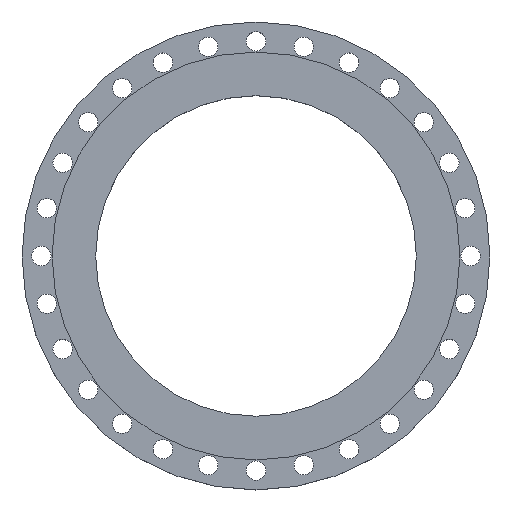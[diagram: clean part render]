
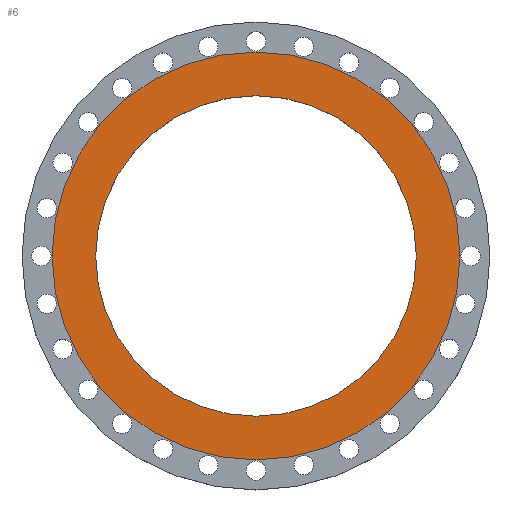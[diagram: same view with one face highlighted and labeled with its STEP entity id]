
A CAD part, top view. The second image highlights one B-rep face of the part: STEP entity #6.
In plain terms, the highlighted planar face has unit normal (0, 0, 1).
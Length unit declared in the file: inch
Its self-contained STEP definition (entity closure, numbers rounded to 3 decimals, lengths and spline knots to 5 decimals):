
#6 = ADVANCED_FACE ( 'NONE', ( #2555, #1570 ), #2600, .F. ) ;
#16 = CIRCLE ( 'NONE', #575, 15.5 ) ;
#51 = DIRECTION ( 'NONE',  ( 1., 0., 0. ) ) ;
#88 = AXIS2_PLACEMENT_3D ( 'NONE', #2611, #2189, #914 ) ;
#154 = VERTEX_POINT ( 'NONE', #1829 ) ;
#268 = CIRCLE ( 'NONE', #1767, 19.71875 ) ;
#292 = DIRECTION ( 'NONE',  ( 1., 0., 0. ) ) ;
#368 = VERTEX_POINT ( 'NONE', #1912 ) ;
#427 = DIRECTION ( 'NONE',  ( 0., 0., 1. ) ) ;
#575 = AXIS2_PLACEMENT_3D ( 'NONE', #910, #2120, #292 ) ;
#737 = ORIENTED_EDGE ( 'NONE', *, *, #1703, .T. ) ;
#910 = CARTESIAN_POINT ( 'NONE',  ( 0., 0., 0. ) ) ;
#914 = DIRECTION ( 'NONE',  ( -1., 0., 0. ) ) ;
#1073 = CIRCLE ( 'NONE', #1413, 19.71875 ) ;
#1104 = EDGE_LOOP ( 'NONE', ( #1284, #1326 ) ) ;
#1174 = VERTEX_POINT ( 'NONE', #2262 ) ;
#1188 = CARTESIAN_POINT ( 'NONE',  ( 0., 0., 0. ) ) ;
#1284 = ORIENTED_EDGE ( 'NONE', *, *, #1854, .F. ) ;
#1326 = ORIENTED_EDGE ( 'NONE', *, *, #1521, .F. ) ;
#1413 = AXIS2_PLACEMENT_3D ( 'NONE', #1646, #2465, #2260 ) ;
#1521 = EDGE_CURVE ( 'NONE', #154, #2252, #1637, .T. ) ;
#1570 = FACE_OUTER_BOUND ( 'NONE', #2132, .T. ) ;
#1594 = DIRECTION ( 'NONE',  ( 0., 0., 1. ) ) ;
#1637 = CIRCLE ( 'NONE', #1990, 15.5 ) ;
#1646 = CARTESIAN_POINT ( 'NONE',  ( 0., 0., 0. ) ) ;
#1690 = EDGE_CURVE ( 'NONE', #368, #1174, #1073, .T. ) ;
#1703 = EDGE_CURVE ( 'NONE', #1174, #368, #268, .T. ) ;
#1767 = AXIS2_PLACEMENT_3D ( 'NONE', #2060, #427, #51 ) ;
#1829 = CARTESIAN_POINT ( 'NONE',  ( -15.5, 0., 0. ) ) ;
#1854 = EDGE_CURVE ( 'NONE', #2252, #154, #16, .T. ) ;
#1912 = CARTESIAN_POINT ( 'NONE',  ( 19.71875, 0., 0. ) ) ;
#1990 = AXIS2_PLACEMENT_3D ( 'NONE', #1188, #1594, #2188 ) ;
#2060 = CARTESIAN_POINT ( 'NONE',  ( 0., 0., 0. ) ) ;
#2120 = DIRECTION ( 'NONE',  ( 0., 0., 1. ) ) ;
#2130 = ORIENTED_EDGE ( 'NONE', *, *, #1690, .T. ) ;
#2132 = EDGE_LOOP ( 'NONE', ( #2130, #737 ) ) ;
#2188 = DIRECTION ( 'NONE',  ( 1., 0., 0. ) ) ;
#2189 = DIRECTION ( 'NONE',  ( 0., 0., -1. ) ) ;
#2252 = VERTEX_POINT ( 'NONE', #2512 ) ;
#2260 = DIRECTION ( 'NONE',  ( 1., 0., 0. ) ) ;
#2262 = CARTESIAN_POINT ( 'NONE',  ( -19.71875, 0., 0. ) ) ;
#2465 = DIRECTION ( 'NONE',  ( 0., 0., 1. ) ) ;
#2512 = CARTESIAN_POINT ( 'NONE',  ( 15.5, 0., 0. ) ) ;
#2555 = FACE_BOUND ( 'NONE', #1104, .T. ) ;
#2600 = PLANE ( 'NONE',  #88 ) ;
#2611 = CARTESIAN_POINT ( 'NONE',  ( 0., 15.5, 0. ) ) ;
